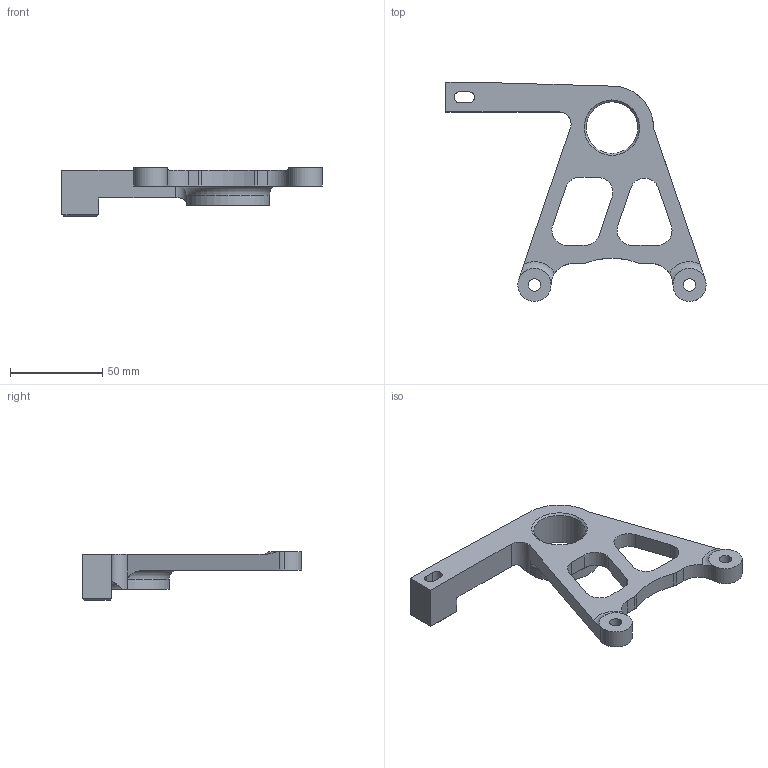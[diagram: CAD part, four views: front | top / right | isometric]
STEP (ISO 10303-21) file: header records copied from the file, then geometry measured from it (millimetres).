
FILE_DESCRIPTION (( 'STEP AP203' ), '1' );
FILE_NAME ('support d''étrier brembo r6 2008.STEP', '2022-06-26T14:45:53', ( '' ), ( '' ), 'SwSTEP 2.0', 'SolidWorks 2018', '' );
FILE_SCHEMA (( 'CONFIG_CONTROL_DESIGN' ));
Length unit declared in the file: millimetre
Products named in the file (1): support d''étrier brembo r6 2008
Bounding box: 141 x 118.71 x 26.5 mm (x, y, z)
Volume: 65837.2 mm3; surface area: 22751.2 mm2
Topology: 1 solids, 1 shells, 65 faces, 176 edges, 113 vertices
Faces by surface type: cylinder 29, plane 29, torus 5, cone 2
Entity records: 2247 total; most frequent: CARTESIAN_POINT 465, DIRECTION 368, ORIENTED_EDGE 352, EDGE_CURVE 176, AXIS2_PLACEMENT_3D 136, VERTEX_POINT 113, VECTOR 96, LINE 96
